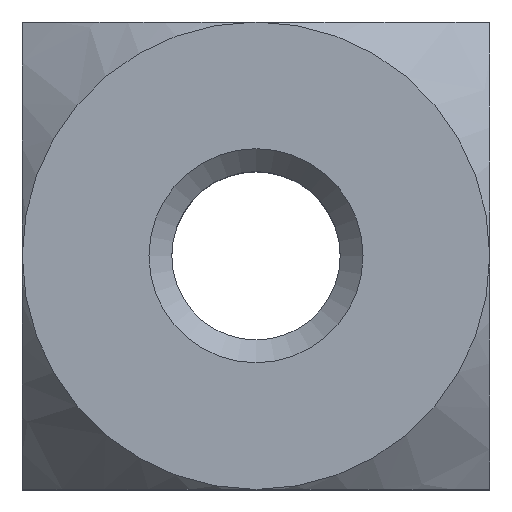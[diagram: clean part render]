
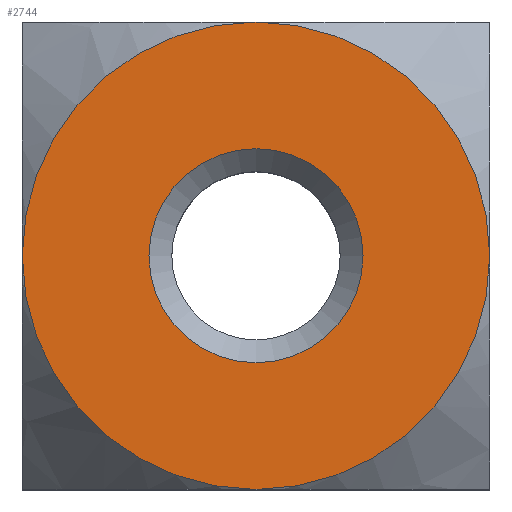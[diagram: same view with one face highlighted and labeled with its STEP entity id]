
A CAD part, top view. The second image highlights one B-rep face of the part: STEP entity #2744.
In plain terms, the highlighted planar face has unit normal (0, 0, 1).
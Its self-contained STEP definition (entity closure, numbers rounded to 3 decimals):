
#21=CIRCLE('',#2870,4.5);
#22=CIRCLE('',#2872,2.061);
#23=CIRCLE('',#2873,4.5);
#24=CIRCLE('',#2874,4.5);
#25=CIRCLE('',#2875,4.5);
#98=ORIENTED_EDGE('',*,*,#619,.T.);
#99=ORIENTED_EDGE('',*,*,#617,.T.);
#100=ORIENTED_EDGE('',*,*,#620,.T.);
#101=ORIENTED_EDGE('',*,*,#621,.F.);
#102=ORIENTED_EDGE('',*,*,#622,.T.);
#617=EDGE_CURVE('',#874,#872,#21,.T.);
#619=EDGE_CURVE('',#875,#875,#22,.T.);
#620=EDGE_CURVE('',#872,#876,#23,.T.);
#621=EDGE_CURVE('',#877,#876,#24,.T.);
#622=EDGE_CURVE('',#877,#874,#25,.T.);
#872=VERTEX_POINT('',#3601);
#874=VERTEX_POINT('',#3604);
#875=VERTEX_POINT('',#3618);
#876=VERTEX_POINT('',#3620);
#877=VERTEX_POINT('',#3622);
#1505=EDGE_LOOP('',(#98));
#1506=EDGE_LOOP('',(#99,#100,#101,#102));
#1643=FACE_BOUND('',#1505,.T.);
#1644=FACE_BOUND('',#1506,.T.);
#1780=PLANE('',#2871);
#2744=ADVANCED_FACE('',(#1643,#1644),#1780,.T.);
#2870=AXIS2_PLACEMENT_3D('',#3603,#3060,#3061);
#2871=AXIS2_PLACEMENT_3D('',#3616,#3062,#3063);
#2872=AXIS2_PLACEMENT_3D('',#3617,#3064,#3065);
#2873=AXIS2_PLACEMENT_3D('',#3619,#3066,#3067);
#2874=AXIS2_PLACEMENT_3D('',#3621,#3068,#3069);
#2875=AXIS2_PLACEMENT_3D('',#3623,#3070,#3071);
#3060=DIRECTION('',(0.,0.,1.));
#3061=DIRECTION('',(1.,0.,0.));
#3062=DIRECTION('',(0.,0.,1.));
#3063=DIRECTION('',(1.,0.,0.));
#3064=DIRECTION('',(0.,0.,-1.));
#3065=DIRECTION('',(1.,0.,0.));
#3066=DIRECTION('',(0.,0.,1.));
#3067=DIRECTION('',(1.,0.,0.));
#3068=DIRECTION('',(0.,0.,-1.));
#3069=DIRECTION('',(-1.,0.,0.));
#3070=DIRECTION('',(0.,0.,1.));
#3071=DIRECTION('',(1.,0.,0.));
#3601=CARTESIAN_POINT('',(4.5,0.,6.));
#3603=CARTESIAN_POINT('',(0.,0.,6.));
#3604=CARTESIAN_POINT('',(0.,-4.5,6.));
#3616=CARTESIAN_POINT('',(-4.5,-4.5,6.));
#3617=CARTESIAN_POINT('',(0.,0.,6.));
#3618=CARTESIAN_POINT('',(2.061,0.,6.));
#3619=CARTESIAN_POINT('',(0.,0.,6.));
#3620=CARTESIAN_POINT('',(0.,4.5,6.));
#3621=CARTESIAN_POINT('',(0.,0.,6.));
#3622=CARTESIAN_POINT('',(-4.5,0.,6.));
#3623=CARTESIAN_POINT('',(0.,0.,6.));
